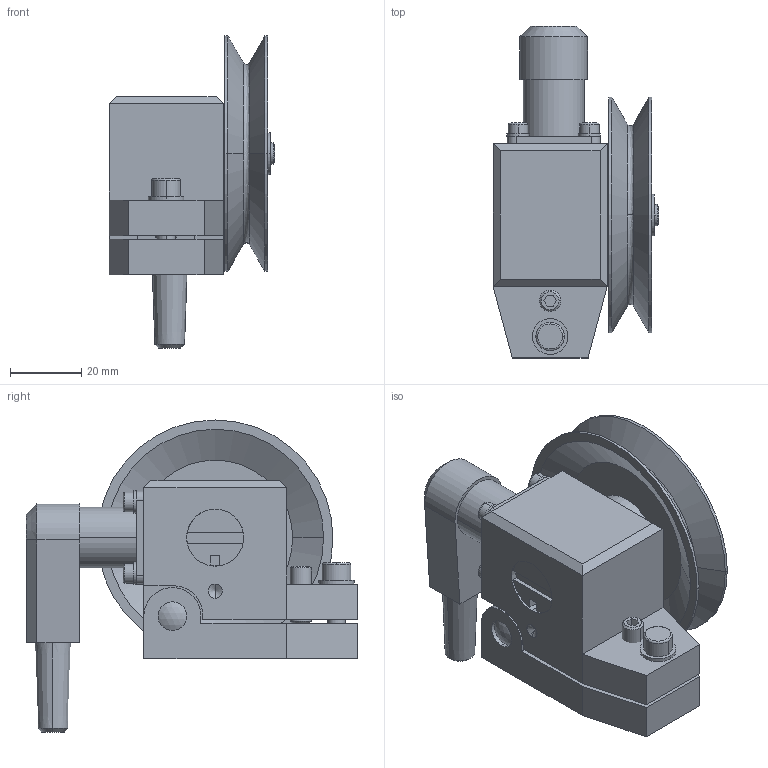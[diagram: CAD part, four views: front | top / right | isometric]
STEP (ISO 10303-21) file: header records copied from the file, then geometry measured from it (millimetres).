
FILE_DESCRIPTION((''),'2;1');
FILE_NAME('31102244_-.stp','2020-02-17T16:28:44',(''),(''),'Mechanical Desktop 2009','Mechanical Desktop 2009',', , ');
FILE_SCHEMA(('CONFIG_CONTROL_DESIGN'));
Length unit declared in the file: millimetre
Products named in the file (30): ZEICHNUNG4; R1302201; R1206234A; R1206234; R1301296; R1302202; R1302202A; FEDERRING_M3A; FEDERRING_M3; I-6KT_SCHRAUBE_M3X8; I-6KT_SCHRAUBE_M3X8A; GERÄTESTECKER_5POL_C091 31S005 100 2A; GERÄTESTECKER_5POL_C091 31S005 100 2; ZYLSTIFT8X32; ZYLSTIFT8X32A; U-SCHEIBE_M5; U-SCHEIBE_M5A; I-6KT_SCHRAUBE_M5X20A; I-6KT_SCHRAUBE_M5X20; I-6KT_GEWINDESTIFT_M6X16A; I-6KT_GEWINDESTIFT_M6X16; RILLENKUGELLAGER_SF626; TEIL1; SICHERUNGSRING_A6; SICHERUNGSRING_A6A; R0009112; KABELDOSE_WINKEL_MINI_5_POL; KABELDOSE_WINKEL_MINI_5_POLA; RM_SDBA; RM_SDB
Assembly tree (37 placements, depth 4):
  ZEICHNUNG4
    R1302201
      R1206234A
        R1206234
      R1301296
      R1302202
        R1302202A
      FEDERRING_M3A  x4
        FEDERRING_M3
      I-6KT_SCHRAUBE_M3X8  x4
        I-6KT_SCHRAUBE_M3X8A
      GERÄTESTECKER_5POL_C091 31S005 100 2A
        GERÄTESTECKER_5POL_C091 31S005 100 2
      ZYLSTIFT8X32
        ZYLSTIFT8X32A
      U-SCHEIBE_M5
        U-SCHEIBE_M5A
      I-6KT_SCHRAUBE_M5X20A
        I-6KT_SCHRAUBE_M5X20
      I-6KT_GEWINDESTIFT_M6X16A
        I-6KT_GEWINDESTIFT_M6X16
      RILLENKUGELLAGER_SF626  x2
        TEIL1
      SICHERUNGSRING_A6
        SICHERUNGSRING_A6A
      R0009112
      KABELDOSE_WINKEL_MINI_5_POL
        KABELDOSE_WINKEL_MINI_5_POLA
    RM_SDBA  x3
  RM_SDB
Bounding box: 46.5 x 93 x 87.5 mm (x, y, z)
Volume: 95472.5 mm3; surface area: 47749.7 mm2
Topology: 22 solids, 22 shells, 511 faces, 1306 edges, 824 vertices
Faces by surface type: cylinder 201, plane 152, sphere 58, cone 56, torus 42, bspline 2
Entity records: 13594 total; most frequent: CARTESIAN_POINT 2970, DIRECTION 2312, ORIENTED_EDGE 1884, AXIS2_PLACEMENT_3D 964, EDGE_CURVE 942, VERTEX_POINT 618, CIRCLE 506, EDGE_LOOP 494
